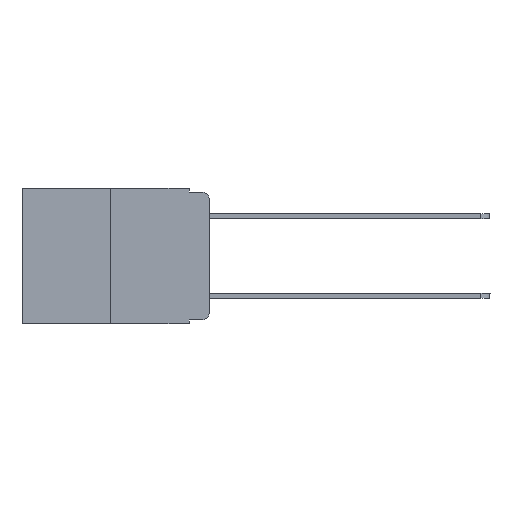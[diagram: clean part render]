
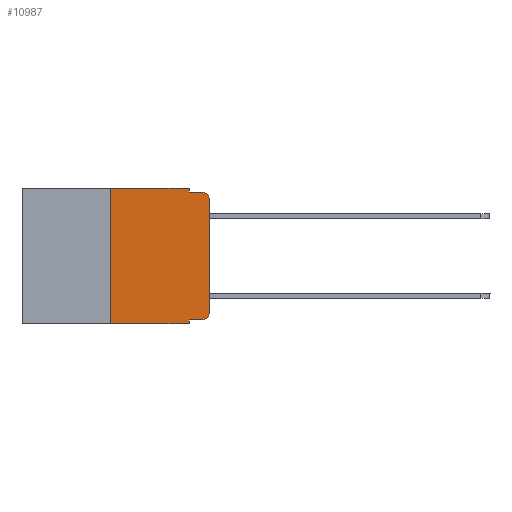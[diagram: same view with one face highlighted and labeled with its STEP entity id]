
A CAD part, left-side view. The second image highlights one B-rep face of the part: STEP entity #10987.
In plain terms, the highlighted planar face has unit normal (-1, 0, 0).
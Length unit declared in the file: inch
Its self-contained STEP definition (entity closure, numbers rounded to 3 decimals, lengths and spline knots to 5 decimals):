
#3 = EDGE_CURVE ( 'NONE', #3179, #9556, #2589, .T. ) ;
#118 = CARTESIAN_POINT ( 'NONE',  ( 0., 0.473, 0. ) ) ;
#142 = CARTESIAN_POINT ( 'NONE',  ( 0., 0.473, -0.343 ) ) ;
#164 = ORIENTED_EDGE ( 'NONE', *, *, #737, .F. ) ;
#326 = LINE ( 'NONE', #7783, #5117 ) ;
#371 = CARTESIAN_POINT ( 'NONE',  ( 0., 0.051, -0.333 ) ) ;
#378 = VERTEX_POINT ( 'NONE', #1022 ) ;
#394 = EDGE_CURVE ( 'NONE', #378, #8884, #4070, .T. ) ;
#737 = EDGE_CURVE ( 'NONE', #2649, #5358, #326, .T. ) ;
#841 = CARTESIAN_POINT ( 'NONE',  ( 0., 0.051, -0.01 ) ) ;
#955 = CARTESIAN_POINT ( 'NONE',  ( 0., 0.051, -0.01 ) ) ;
#996 = CARTESIAN_POINT ( 'NONE',  ( 0., 0.25, 0. ) ) ;
#1022 = CARTESIAN_POINT ( 'NONE',  ( 0., 0.25, -0.343 ) ) ;
#1245 = AXIS2_PLACEMENT_3D ( 'NONE', #3624, #7396, #4572 ) ;
#1397 = ORIENTED_EDGE ( 'NONE', *, *, #3, .T. ) ;
#1693 = ORIENTED_EDGE ( 'NONE', *, *, #8001, .T. ) ;
#1812 = EDGE_CURVE ( 'NONE', #9556, #11985, #12191, .T. ) ;
#1897 = FACE_OUTER_BOUND ( 'NONE', #3017, .T. ) ;
#1924 = DIRECTION ( 'NONE',  ( 0., -1., 0. ) ) ;
#2085 = LINE ( 'NONE', #118, #2998 ) ;
#2099 = CARTESIAN_POINT ( 'NONE',  ( 0., 0.473, 0. ) ) ;
#2207 = ORIENTED_EDGE ( 'NONE', *, *, #1812, .T. ) ;
#2281 = VECTOR ( 'NONE', #6607, 39.37008 ) ;
#2589 = LINE ( 'NONE', #10669, #3782 ) ;
#2631 = VERTEX_POINT ( 'NONE', #12038 ) ;
#2649 = VERTEX_POINT ( 'NONE', #12160 ) ;
#2655 = VECTOR ( 'NONE', #9283, 39.37008 ) ;
#2998 = VECTOR ( 'NONE', #3093, 39.37008 ) ;
#3006 = DIRECTION ( 'NONE',  ( 0., 0., -1. ) ) ;
#3017 = EDGE_LOOP ( 'NONE', ( #1397, #2207, #4034, #8789, #12344, #10895, #11653, #164, #1693, #5245 ) ) ;
#3029 = DIRECTION ( 'NONE',  ( 0., 0., -1. ) ) ;
#3093 = DIRECTION ( 'NONE',  ( 0., -1., 0. ) ) ;
#3179 = VERTEX_POINT ( 'NONE', #8519 ) ;
#3384 = LINE ( 'NONE', #955, #10756 ) ;
#3555 = LINE ( 'NONE', #7205, #2655 ) ;
#3556 = AXIS2_PLACEMENT_3D ( 'NONE', #2099, #9775, #6838 ) ;
#3624 = CARTESIAN_POINT ( 'NONE',  ( 0., 0.02, -0.03 ) ) ;
#3782 = VECTOR ( 'NONE', #10713, 39.37008 ) ;
#4034 = ORIENTED_EDGE ( 'NONE', *, *, #5138, .F. ) ;
#4070 = LINE ( 'NONE', #4891, #2281 ) ;
#4111 = AXIS2_PLACEMENT_3D ( 'NONE', #8783, #9617, #3006 ) ;
#4183 = CARTESIAN_POINT ( 'NONE',  ( 0., 0.051, -0.343 ) ) ;
#4572 = DIRECTION ( 'NONE',  ( 0., 0., -1. ) ) ;
#4582 = EDGE_CURVE ( 'NONE', #378, #5358, #7277, .T. ) ;
#4891 = CARTESIAN_POINT ( 'NONE',  ( 0., 0.25, 0. ) ) ;
#4895 = CARTESIAN_POINT ( 'NONE',  ( 0., 0., -0.03 ) ) ;
#4943 = VECTOR ( 'NONE', #6105, 39.37008 ) ;
#5032 = VERTEX_POINT ( 'NONE', #841 ) ;
#5117 = VECTOR ( 'NONE', #3029, 39.37008 ) ;
#5138 = EDGE_CURVE ( 'NONE', #5032, #11985, #3384, .T. ) ;
#5245 = ORIENTED_EDGE ( 'NONE', *, *, #12230, .T. ) ;
#5358 = VERTEX_POINT ( 'NONE', #4183 ) ;
#5474 = CARTESIAN_POINT ( 'NONE',  ( 0., 0.02, -0.01 ) ) ;
#5768 = CIRCLE ( 'NONE', #4111, 0.02 ) ;
#5858 = VERTEX_POINT ( 'NONE', #6833 ) ;
#6105 = DIRECTION ( 'NONE',  ( 0., -1., 0. ) ) ;
#6607 = DIRECTION ( 'NONE',  ( 0., 0., 1. ) ) ;
#6833 = CARTESIAN_POINT ( 'NONE',  ( 0., 0.051, 0. ) ) ;
#6838 = DIRECTION ( 'NONE',  ( 0., 0., -1. ) ) ;
#6883 = DIRECTION ( 'NONE',  ( 0., -1., 0. ) ) ;
#7205 = CARTESIAN_POINT ( 'NONE',  ( 0., 0.051, 0. ) ) ;
#7277 = LINE ( 'NONE', #142, #7897 ) ;
#7396 = DIRECTION ( 'NONE',  ( -1., 0., 0. ) ) ;
#7783 = CARTESIAN_POINT ( 'NONE',  ( 0., 0.051, 0. ) ) ;
#7897 = VECTOR ( 'NONE', #6883, 39.37008 ) ;
#7913 = EDGE_CURVE ( 'NONE', #8884, #5858, #2085, .T. ) ;
#8001 = EDGE_CURVE ( 'NONE', #2649, #2631, #8876, .T. ) ;
#8519 = CARTESIAN_POINT ( 'NONE',  ( 0., 0., -0.313 ) ) ;
#8783 = CARTESIAN_POINT ( 'NONE',  ( 0., 0.02, -0.313 ) ) ;
#8789 = ORIENTED_EDGE ( 'NONE', *, *, #9212, .F. ) ;
#8876 = LINE ( 'NONE', #371, #4943 ) ;
#8884 = VERTEX_POINT ( 'NONE', #996 ) ;
#9212 = EDGE_CURVE ( 'NONE', #5858, #5032, #3555, .T. ) ;
#9283 = DIRECTION ( 'NONE',  ( 0., 0., -1. ) ) ;
#9556 = VERTEX_POINT ( 'NONE', #4895 ) ;
#9617 = DIRECTION ( 'NONE',  ( -1., 0., 0. ) ) ;
#9694 = PLANE ( 'NONE',  #3556 ) ;
#9775 = DIRECTION ( 'NONE',  ( 1., 0., 0. ) ) ;
#10669 = CARTESIAN_POINT ( 'NONE',  ( 0., 0., 0. ) ) ;
#10713 = DIRECTION ( 'NONE',  ( 0., 0., 1. ) ) ;
#10756 = VECTOR ( 'NONE', #1924, 39.37008 ) ;
#10895 = ORIENTED_EDGE ( 'NONE', *, *, #394, .F. ) ;
#10987 = ADVANCED_FACE ( 'NONE', ( #1897 ), #9694, .F. ) ;
#11653 = ORIENTED_EDGE ( 'NONE', *, *, #4582, .T. ) ;
#11985 = VERTEX_POINT ( 'NONE', #5474 ) ;
#12038 = CARTESIAN_POINT ( 'NONE',  ( 0., 0.02, -0.333 ) ) ;
#12160 = CARTESIAN_POINT ( 'NONE',  ( 0., 0.051, -0.333 ) ) ;
#12191 = CIRCLE ( 'NONE', #1245, 0.02 ) ;
#12230 = EDGE_CURVE ( 'NONE', #2631, #3179, #5768, .T. ) ;
#12344 = ORIENTED_EDGE ( 'NONE', *, *, #7913, .F. ) ;
